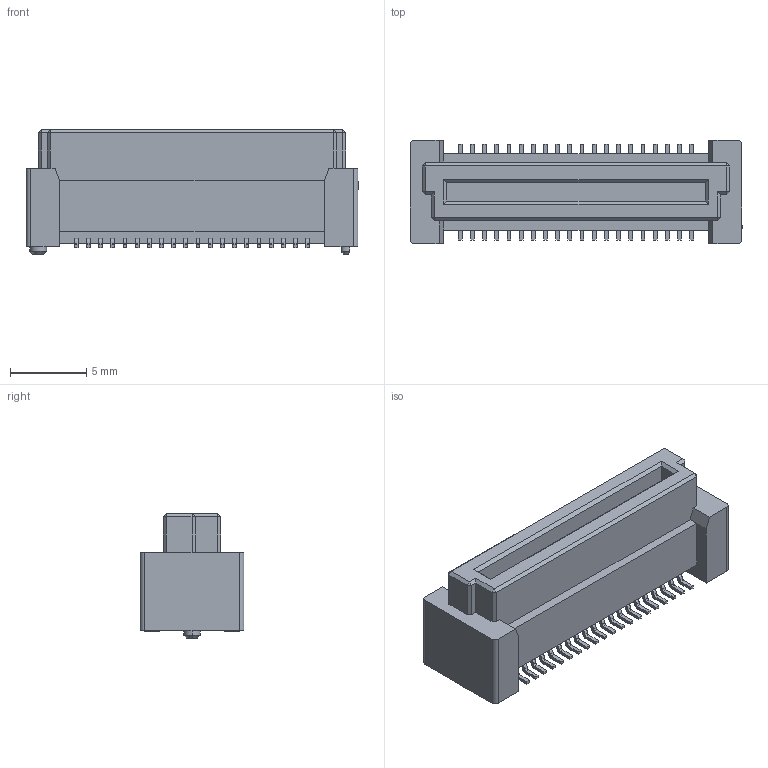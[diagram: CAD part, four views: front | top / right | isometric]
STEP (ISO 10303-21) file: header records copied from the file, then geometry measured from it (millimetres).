
FILE_DESCRIPTION (( 'STEP AP214' ), '1' );
FILE_NAME ('CONN-SMD_3616-S040-077S1R01.step', '2022-08-01T04:04:59', ( '' ), ( '' ), 'SwSTEP 2.0', 'SolidWorks 2020', '' );
FILE_SCHEMA (( 'AUTOMOTIVE_DESIGN' ));
Length unit declared in the file: millimetre
Products named in the file (1): CONN-SMD_3616-S040-077S1R01
Bounding box: 21.8 x 6.8 x 8.2 mm (x, y, z)
Volume: 679.9 mm3; surface area: 817.9 mm2
Topology: 14 solids, 14 shells, 809 faces, 2163 edges, 1432 vertices
Faces by surface type: plane 525, cylinder 168, bspline 112, cone 4
Entity records: 32207 total; most frequent: CARTESIAN_POINT 6529, ORIENTED_EDGE 4326, DIRECTION 3667, EDGE_CURVE 2163, VECTOR 1591, LINE 1591, VERTEX_POINT 1432, AXIS2_PLACEMENT_3D 1038
